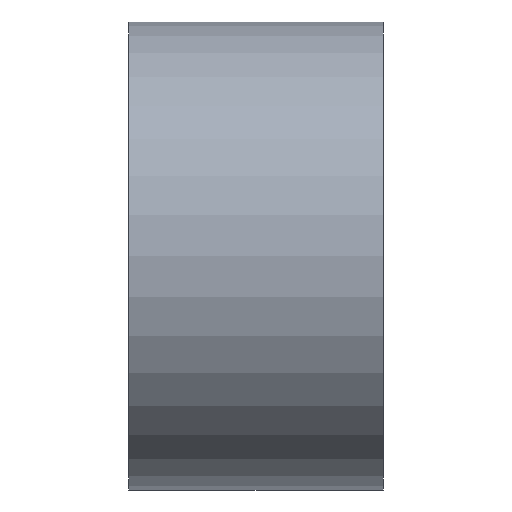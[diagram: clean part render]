
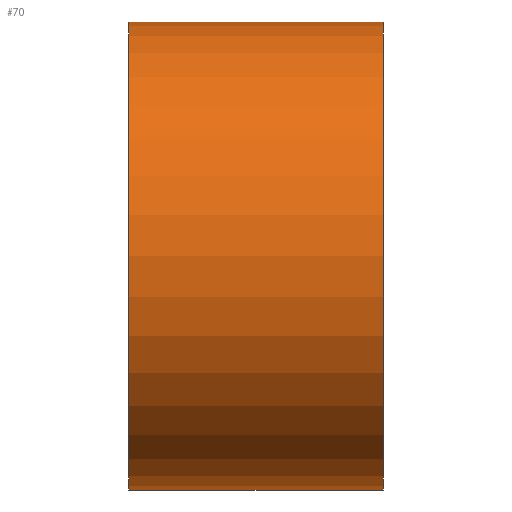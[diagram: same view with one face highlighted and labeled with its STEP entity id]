
A CAD part, front view. The second image highlights one B-rep face of the part: STEP entity #70.
In plain terms, the highlighted cylindrical face has radius 8.75 mm (diameter 17.5 mm), a full revolution.
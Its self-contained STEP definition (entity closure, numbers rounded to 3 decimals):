
#70 = ADVANCED_FACE( '', ( #160, #161 ), #162, .T. );
#160 = FACE_OUTER_BOUND( '', #275, .T. );
#161 = FACE_OUTER_BOUND( '', #276, .T. );
#162 = CYLINDRICAL_SURFACE( '', #277, 8.75 );
#275 = EDGE_LOOP( '', ( #435 ) );
#276 = EDGE_LOOP( '', ( #436 ) );
#277 = AXIS2_PLACEMENT_3D( '', #437, #438, #439 );
#435 = ORIENTED_EDGE( '', *, *, #695, .F. );
#436 = ORIENTED_EDGE( '', *, *, #696, .T. );
#437 = CARTESIAN_POINT( '', ( 9.5, 0., 0. ) );
#438 = DIRECTION( '', ( 1., 0., 0. ) );
#439 = DIRECTION( '', ( 0., 0., 1. ) );
#695 = EDGE_CURVE( '', #841, #841, #842, .T. );
#696 = EDGE_CURVE( '', #843, #843, #844, .T. );
#841 = VERTEX_POINT( '', #1034 );
#842 = CIRCLE( '', #1035, 8.75 );
#843 = VERTEX_POINT( '', #1036 );
#844 = CIRCLE( '', #1037, 8.75 );
#1034 = CARTESIAN_POINT( '', ( 9.5, 0., -8.75 ) );
#1035 = AXIS2_PLACEMENT_3D( '', #1215, #1216, #1217 );
#1036 = CARTESIAN_POINT( '', ( 0., 0., -8.75 ) );
#1037 = AXIS2_PLACEMENT_3D( '', #1218, #1219, #1220 );
#1215 = CARTESIAN_POINT( '', ( 9.5, 0., 0. ) );
#1216 = DIRECTION( '', ( 1., 0., 0. ) );
#1217 = DIRECTION( '', ( 0., 0., -1. ) );
#1218 = CARTESIAN_POINT( '', ( 0., 0., 0. ) );
#1219 = DIRECTION( '', ( 1., 0., 0. ) );
#1220 = DIRECTION( '', ( 0., 0., -1. ) );
